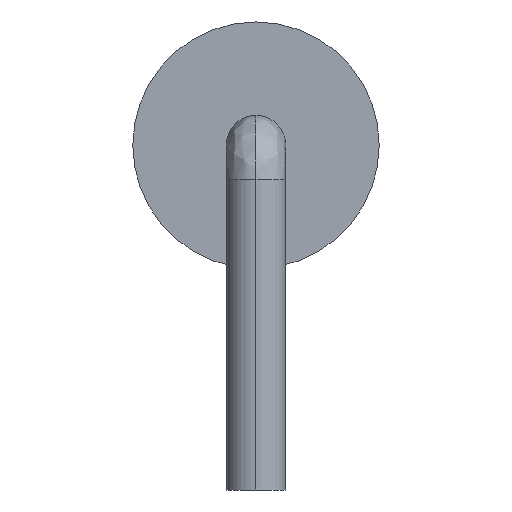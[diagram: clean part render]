
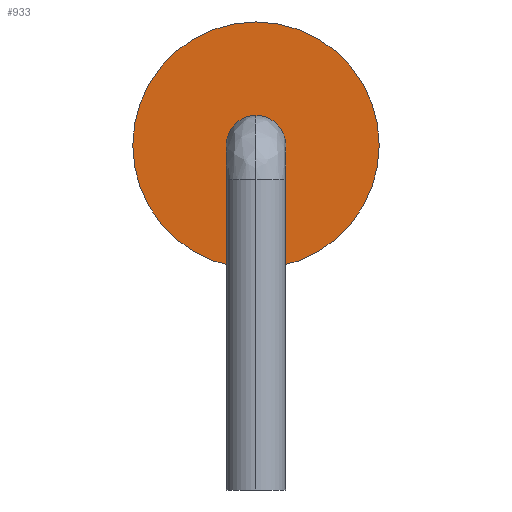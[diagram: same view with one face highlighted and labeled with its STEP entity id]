
A CAD part, left-side view. The second image highlights one B-rep face of the part: STEP entity #933.
In plain terms, the highlighted planar face has unit normal (-1, 0, 0).
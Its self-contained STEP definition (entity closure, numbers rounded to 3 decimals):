
#853=CARTESIAN_POINT('',(-3.81,-1.78,1.78));
#854=VERTEX_POINT('',#853);
#863=CARTESIAN_POINT('',(-3.81,1.78,1.78));
#864=VERTEX_POINT('',#863);
#865=CARTESIAN_POINT('',(-3.81,0.,1.78));
#866=DIRECTION('',(-1.0,0.0,0.0));
#867=DIRECTION('',(0.0,-1.0,0.0));
#868=AXIS2_PLACEMENT_3D('',#865,#866,#867);
#869=CIRCLE('',#868,1.78);
#870=EDGE_CURVE('',#864,#854,#869,.T.);
#904=CARTESIAN_POINT('',(-3.81,0.,1.78));
#905=DIRECTION('',(-1.0,0.0,0.0));
#906=DIRECTION('',(0.0,-1.0,0.0));
#907=AXIS2_PLACEMENT_3D('',#904,#905,#906);
#908=CIRCLE('',#907,1.78);
#909=EDGE_CURVE('',#854,#864,#908,.T.);
#924=CARTESIAN_POINT('',(-3.81,0.,1.78));
#925=DIRECTION('',(-1.0,0.0,0.0));
#926=DIRECTION('',(0.0,0.0,1.0));
#927=AXIS2_PLACEMENT_3D('',#924,#925,#926);
#928=PLANE('',#927);
#929=ORIENTED_EDGE('',*,*,#909,.T.);
#930=ORIENTED_EDGE('',*,*,#870,.T.);
#931=EDGE_LOOP('',(#929,#930));
#932=FACE_OUTER_BOUND('',#931,.T.);
#933=ADVANCED_FACE('',(#932),#928,.T.);
